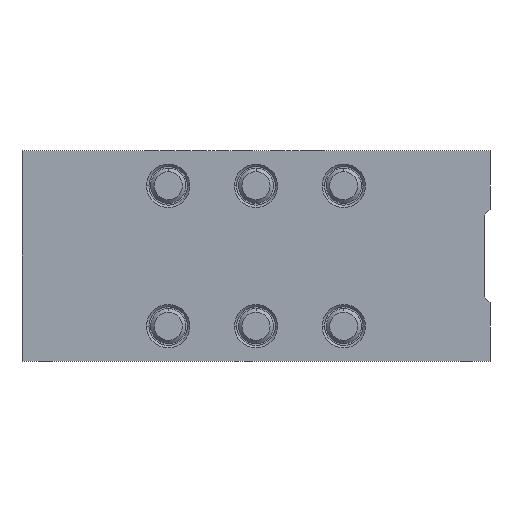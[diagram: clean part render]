
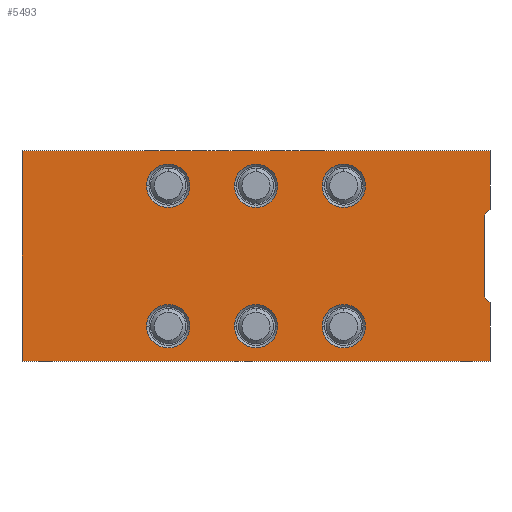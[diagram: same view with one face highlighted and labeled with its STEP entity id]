
A CAD part, front view. The second image highlights one B-rep face of the part: STEP entity #5493.
In plain terms, the highlighted planar face has unit normal (0, -1, 0).
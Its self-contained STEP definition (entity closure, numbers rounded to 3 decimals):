
#2=DIRECTION('',(-0.707,0.,0.707));
#3=VECTOR('',#2,7.071);
#4=CARTESIAN_POINT('',(200.,0.,-40.));
#5=LINE('',#4,#3);
#6=DIRECTION('',(0.,0.,-1.));
#7=VECTOR('',#6,50.);
#8=CARTESIAN_POINT('',(200.,0.,-40.));
#9=LINE('',#8,#7);
#10=DIRECTION('',(-1.,0.,0.));
#11=VECTOR('',#10,400.);
#12=CARTESIAN_POINT('',(200.,0.,-90.));
#13=LINE('',#12,#11);
#14=DIRECTION('',(0.,0.,1.));
#15=VECTOR('',#14,180.);
#16=CARTESIAN_POINT('',(-200.,0.,-90.));
#17=LINE('',#16,#15);
#18=DIRECTION('',(1.,0.,0.));
#19=VECTOR('',#18,400.);
#20=CARTESIAN_POINT('',(-200.,0.,90.));
#21=LINE('',#20,#19);
#22=DIRECTION('',(0.,0.,-1.));
#23=VECTOR('',#22,50.);
#24=CARTESIAN_POINT('',(200.,0.,90.));
#25=LINE('',#24,#23);
#26=DIRECTION('',(0.707,0.,0.707));
#27=VECTOR('',#26,7.071);
#28=CARTESIAN_POINT('',(195.,0.,35.));
#29=LINE('',#28,#27);
#30=DIRECTION('',(0.,0.,1.));
#31=VECTOR('',#30,70.);
#32=CARTESIAN_POINT('',(195.,0.,-35.));
#33=LINE('',#32,#31);
#3652=CARTESIAN_POINT('',(75.,0.,-60.));
#3653=DIRECTION('',(0.,1.,0.));
#3654=DIRECTION('',(1.,0.,0.));
#3655=AXIS2_PLACEMENT_3D('',#3652,#3653,#3654);
#3670=CARTESIAN_POINT('',(75.,0.,-60.));
#3671=DIRECTION('',(0.,1.,0.));
#3672=DIRECTION('',(-1.,0.,0.));
#3673=AXIS2_PLACEMENT_3D('',#3670,#3671,#3672);
#3734=CARTESIAN_POINT('',(75.,0.,60.));
#3735=DIRECTION('',(0.,1.,0.));
#3736=DIRECTION('',(1.,0.,0.));
#3737=AXIS2_PLACEMENT_3D('',#3734,#3735,#3736);
#3744=CARTESIAN_POINT('',(75.,0.,60.));
#3745=DIRECTION('',(0.,1.,0.));
#3746=DIRECTION('',(-1.,0.,0.));
#3747=AXIS2_PLACEMENT_3D('',#3744,#3745,#3746);
#3816=CARTESIAN_POINT('',(0.,0.,-60.));
#3817=DIRECTION('',(0.,1.,0.));
#3818=DIRECTION('',(1.,0.,0.));
#3819=AXIS2_PLACEMENT_3D('',#3816,#3817,#3818);
#3826=CARTESIAN_POINT('',(0.,0.,-60.));
#3827=DIRECTION('',(0.,1.,0.));
#3828=DIRECTION('',(-1.,0.,0.));
#3829=AXIS2_PLACEMENT_3D('',#3826,#3827,#3828);
#3898=CARTESIAN_POINT('',(0.,0.,60.));
#3899=DIRECTION('',(0.,1.,0.));
#3900=DIRECTION('',(1.,0.,0.));
#3901=AXIS2_PLACEMENT_3D('',#3898,#3899,#3900);
#3916=CARTESIAN_POINT('',(0.,0.,60.));
#3917=DIRECTION('',(0.,1.,0.));
#3918=DIRECTION('',(-1.,0.,0.));
#3919=AXIS2_PLACEMENT_3D('',#3916,#3917,#3918);
#3980=CARTESIAN_POINT('',(-75.,0.,-60.));
#3981=DIRECTION('',(0.,1.,0.));
#3982=DIRECTION('',(1.,0.,0.));
#3983=AXIS2_PLACEMENT_3D('',#3980,#3981,#3982);
#3990=CARTESIAN_POINT('',(-75.,0.,-60.));
#3991=DIRECTION('',(0.,1.,0.));
#3992=DIRECTION('',(-1.,0.,0.));
#3993=AXIS2_PLACEMENT_3D('',#3990,#3991,#3992);
#4062=CARTESIAN_POINT('',(-75.,0.,60.));
#4063=DIRECTION('',(0.,1.,0.));
#4064=DIRECTION('',(1.,0.,0.));
#4065=AXIS2_PLACEMENT_3D('',#4062,#4063,#4064);
#4072=CARTESIAN_POINT('',(-75.,0.,60.));
#4073=DIRECTION('',(0.,1.,0.));
#4074=DIRECTION('',(-1.,0.,0.));
#4075=AXIS2_PLACEMENT_3D('',#4072,#4073,#4074);
#4116=CARTESIAN_POINT('',(-200.,0.,90.));
#4117=CARTESIAN_POINT('',(200.,0.,90.));
#4118=VERTEX_POINT('',#4116);
#4119=VERTEX_POINT('',#4117);
#4120=CARTESIAN_POINT('',(200.,0.,-90.));
#4121=CARTESIAN_POINT('',(-200.,0.,-90.));
#4122=VERTEX_POINT('',#4120);
#4123=VERTEX_POINT('',#4121);
#4132=CARTESIAN_POINT('',(200.,0.,-40.));
#4133=CARTESIAN_POINT('',(195.,0.,-35.));
#4134=VERTEX_POINT('',#4132);
#4135=VERTEX_POINT('',#4133);
#4136=CARTESIAN_POINT('',(195.,0.,35.));
#4137=VERTEX_POINT('',#4136);
#4138=CARTESIAN_POINT('',(200.,0.,40.));
#4139=VERTEX_POINT('',#4138);
#4286=CARTESIAN_POINT('',(-56.5,0.,-60.));
#4287=CARTESIAN_POINT('',(-93.5,0.,-60.));
#4288=VERTEX_POINT('',#4286);
#4289=VERTEX_POINT('',#4287);
#4294=CARTESIAN_POINT('',(18.5,0.,-60.));
#4295=CARTESIAN_POINT('',(-18.5,0.,-60.));
#4296=VERTEX_POINT('',#4294);
#4297=VERTEX_POINT('',#4295);
#4302=CARTESIAN_POINT('',(56.5,0.,-60.));
#4303=CARTESIAN_POINT('',(93.5,0.,-60.));
#4304=VERTEX_POINT('',#4302);
#4305=VERTEX_POINT('',#4303);
#4310=CARTESIAN_POINT('',(93.5,0.,60.));
#4311=CARTESIAN_POINT('',(56.5,0.,60.));
#4312=VERTEX_POINT('',#4310);
#4313=VERTEX_POINT('',#4311);
#4318=CARTESIAN_POINT('',(-18.5,0.,60.));
#4319=CARTESIAN_POINT('',(18.5,0.,60.));
#4320=VERTEX_POINT('',#4318);
#4321=VERTEX_POINT('',#4319);
#4326=CARTESIAN_POINT('',(-56.5,0.,60.));
#4327=CARTESIAN_POINT('',(-93.5,0.,60.));
#4328=VERTEX_POINT('',#4326);
#4329=VERTEX_POINT('',#4327);
#5434=CARTESIAN_POINT('',(0.,0.,0.));
#5435=DIRECTION('',(0.,1.,0.));
#5436=DIRECTION('',(1.,0.,0.));
#5437=AXIS2_PLACEMENT_3D('',#5434,#5435,#5436);
#5438=PLANE('',#5437);
#5440=ORIENTED_EDGE('',*,*,#5439,.F.);
#5442=ORIENTED_EDGE('',*,*,#5441,.T.);
#5444=ORIENTED_EDGE('',*,*,#5443,.T.);
#5446=ORIENTED_EDGE('',*,*,#5445,.T.);
#5448=ORIENTED_EDGE('',*,*,#5447,.T.);
#5450=ORIENTED_EDGE('',*,*,#5449,.T.);
#5452=ORIENTED_EDGE('',*,*,#5451,.F.);
#5454=ORIENTED_EDGE('',*,*,#5453,.F.);
#5455=EDGE_LOOP('',(#5440,#5442,#5444,#5446,#5448,#5450,#5452,#5454));
#5456=FACE_OUTER_BOUND('',#5455,.F.);
#5458=ORIENTED_EDGE('',*,*,#5457,.F.);
#5460=ORIENTED_EDGE('',*,*,#5459,.F.);
#5461=EDGE_LOOP('',(#5458,#5460));
#5462=FACE_BOUND('',#5461,.F.);
#5464=ORIENTED_EDGE('',*,*,#5463,.F.);
#5466=ORIENTED_EDGE('',*,*,#5465,.F.);
#5467=EDGE_LOOP('',(#5464,#5466));
#5468=FACE_BOUND('',#5467,.F.);
#5470=ORIENTED_EDGE('',*,*,#5469,.F.);
#5472=ORIENTED_EDGE('',*,*,#5471,.F.);
#5473=EDGE_LOOP('',(#5470,#5472));
#5474=FACE_BOUND('',#5473,.F.);
#5476=ORIENTED_EDGE('',*,*,#5475,.F.);
#5478=ORIENTED_EDGE('',*,*,#5477,.F.);
#5479=EDGE_LOOP('',(#5476,#5478));
#5480=FACE_BOUND('',#5479,.F.);
#5482=ORIENTED_EDGE('',*,*,#5481,.F.);
#5484=ORIENTED_EDGE('',*,*,#5483,.F.);
#5485=EDGE_LOOP('',(#5482,#5484));
#5486=FACE_BOUND('',#5485,.F.);
#5488=ORIENTED_EDGE('',*,*,#5487,.F.);
#5490=ORIENTED_EDGE('',*,*,#5489,.F.);
#5491=EDGE_LOOP('',(#5488,#5490));
#5492=FACE_BOUND('',#5491,.F.);
#5493=ADVANCED_FACE('',(#5456,#5462,#5468,#5474,#5480,#5486,#5492),#5438,.F.);
#3656=CIRCLE('',#3655,18.5);
#3674=CIRCLE('',#3673,18.5);
#3738=CIRCLE('',#3737,18.5);
#3748=CIRCLE('',#3747,18.5);
#3820=CIRCLE('',#3819,18.5);
#3830=CIRCLE('',#3829,18.5);
#3902=CIRCLE('',#3901,18.5);
#3920=CIRCLE('',#3919,18.5);
#3984=CIRCLE('',#3983,18.5);
#3994=CIRCLE('',#3993,18.5);
#4066=CIRCLE('',#4065,18.5);
#4076=CIRCLE('',#4075,18.5);
#5439=EDGE_CURVE('',#4134,#4135,#5,.T.);
#5441=EDGE_CURVE('',#4134,#4122,#9,.T.);
#5443=EDGE_CURVE('',#4122,#4123,#13,.T.);
#5445=EDGE_CURVE('',#4123,#4118,#17,.T.);
#5447=EDGE_CURVE('',#4118,#4119,#21,.T.);
#5449=EDGE_CURVE('',#4119,#4139,#25,.T.);
#5451=EDGE_CURVE('',#4137,#4139,#29,.T.);
#5453=EDGE_CURVE('',#4135,#4137,#33,.T.);
#5457=EDGE_CURVE('',#4305,#4304,#3656,.T.);
#5459=EDGE_CURVE('',#4304,#4305,#3674,.T.);
#5463=EDGE_CURVE('',#4312,#4313,#3738,.T.);
#5465=EDGE_CURVE('',#4313,#4312,#3748,.T.);
#5469=EDGE_CURVE('',#4296,#4297,#3820,.T.);
#5471=EDGE_CURVE('',#4297,#4296,#3830,.T.);
#5475=EDGE_CURVE('',#4321,#4320,#3902,.T.);
#5477=EDGE_CURVE('',#4320,#4321,#3920,.T.);
#5481=EDGE_CURVE('',#4288,#4289,#3984,.T.);
#5483=EDGE_CURVE('',#4289,#4288,#3994,.T.);
#5487=EDGE_CURVE('',#4328,#4329,#4066,.T.);
#5489=EDGE_CURVE('',#4329,#4328,#4076,.T.);
